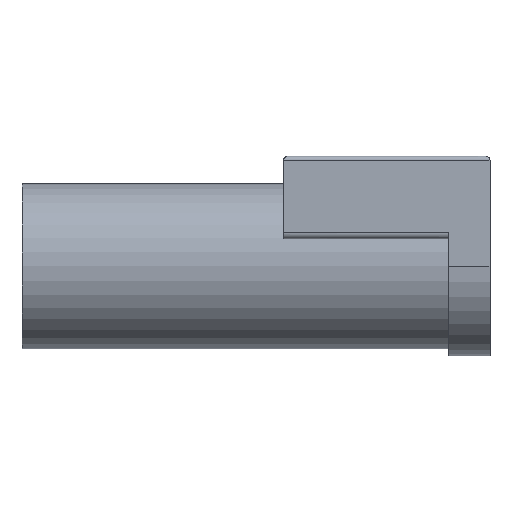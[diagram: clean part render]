
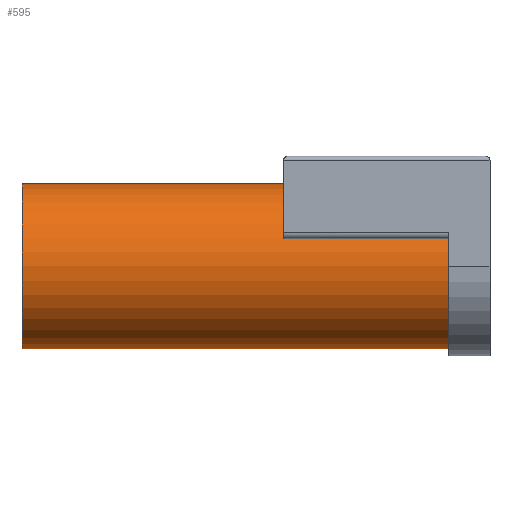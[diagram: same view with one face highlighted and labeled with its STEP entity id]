
A CAD part, left-side view. The second image highlights one B-rep face of the part: STEP entity #595.
In plain terms, the highlighted cylindrical face has radius 6 mm (diameter 12 mm), a partial arc.
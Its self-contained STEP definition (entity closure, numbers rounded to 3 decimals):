
#14 = FACE_OUTER_BOUND ( 'NONE', #893, .T. ) ;
#88 = CARTESIAN_POINT ( 'NONE',  ( 0., 0., -6. ) ) ;
#92 = CARTESIAN_POINT ( 'NONE',  ( 0., 0., 0. ) ) ;
#132 = CIRCLE ( 'NONE', #207, 6. ) ;
#144 = ORIENTED_EDGE ( 'NONE', *, *, #641, .T. ) ;
#202 = CIRCLE ( 'NONE', #726, 6. ) ;
#205 = CARTESIAN_POINT ( 'NONE',  ( 0., 31., 0. ) ) ;
#207 = AXIS2_PLACEMENT_3D ( 'NONE', #507, #413, #798 ) ;
#246 = ORIENTED_EDGE ( 'NONE', *, *, #801, .F. ) ;
#274 = VECTOR ( 'NONE', #985, 1000. ) ;
#286 = VECTOR ( 'NONE', #973, 1000. ) ;
#290 = VERTEX_POINT ( 'NONE', #88 ) ;
#331 = LINE ( 'NONE', #806, #286 ) ;
#341 = AXIS2_PLACEMENT_3D ( 'NONE', #205, #930, #999 ) ;
#373 = LINE ( 'NONE', #1002, #274 ) ;
#408 = ORIENTED_EDGE ( 'NONE', *, *, #409, .T. ) ;
#409 = EDGE_CURVE ( 'NONE', #819, #290, #331, .T. ) ;
#413 = DIRECTION ( 'NONE',  ( 0., 1., 0. ) ) ;
#415 = CARTESIAN_POINT ( 'NONE',  ( 0., 0., 6. ) ) ;
#462 = DIRECTION ( 'NONE',  ( 0., 1., 0. ) ) ;
#507 = CARTESIAN_POINT ( 'NONE',  ( 0., 31., 0. ) ) ;
#595 = ADVANCED_FACE ( 'NONE', ( #14 ), #1084, .T. ) ;
#615 = CARTESIAN_POINT ( 'NONE',  ( 0., 31., 6. ) ) ;
#641 = EDGE_CURVE ( 'NONE', #290, #1131, #202, .T. ) ;
#726 = AXIS2_PLACEMENT_3D ( 'NONE', #92, #462, #742 ) ;
#740 = VERTEX_POINT ( 'NONE', #615 ) ;
#742 = DIRECTION ( 'NONE',  ( 0., 0., 1. ) ) ;
#748 = ORIENTED_EDGE ( 'NONE', *, *, #864, .F. ) ;
#798 = DIRECTION ( 'NONE',  ( 0., 0., 1. ) ) ;
#801 = EDGE_CURVE ( 'NONE', #819, #740, #132, .T. ) ;
#806 = CARTESIAN_POINT ( 'NONE',  ( 0., 31., -6. ) ) ;
#819 = VERTEX_POINT ( 'NONE', #1059 ) ;
#864 = EDGE_CURVE ( 'NONE', #740, #1131, #373, .T. ) ;
#893 = EDGE_LOOP ( 'NONE', ( #748, #246, #408, #144 ) ) ;
#930 = DIRECTION ( 'NONE',  ( 0., -1., 0. ) ) ;
#973 = DIRECTION ( 'NONE',  ( 0., -1., 0. ) ) ;
#985 = DIRECTION ( 'NONE',  ( 0., -1., 0. ) ) ;
#999 = DIRECTION ( 'NONE',  ( 0., 0., -1. ) ) ;
#1002 = CARTESIAN_POINT ( 'NONE',  ( 0., 31., 6. ) ) ;
#1059 = CARTESIAN_POINT ( 'NONE',  ( 0., 31., -6. ) ) ;
#1084 = CYLINDRICAL_SURFACE ( 'NONE', #341, 6. ) ;
#1131 = VERTEX_POINT ( 'NONE', #415 ) ;
